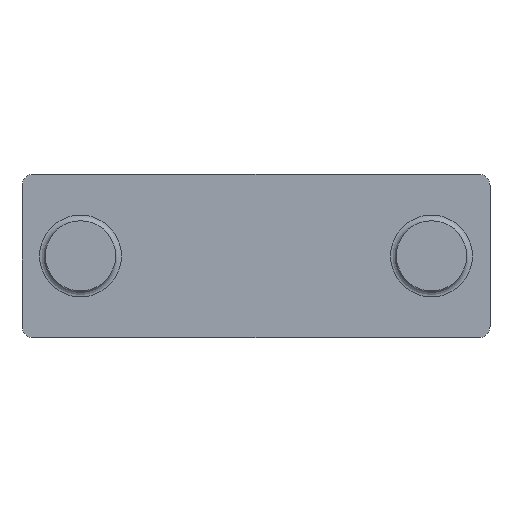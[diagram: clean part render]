
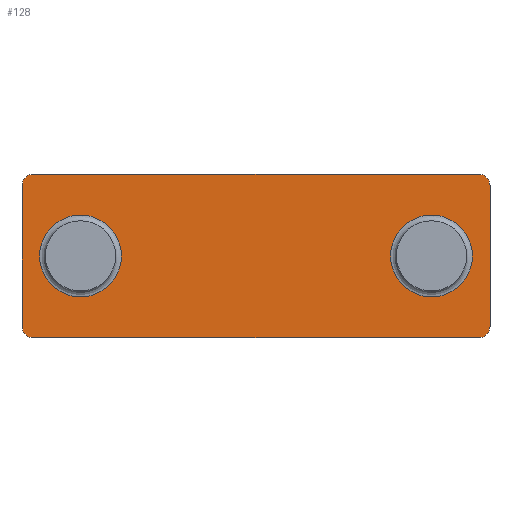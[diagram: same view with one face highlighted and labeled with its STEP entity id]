
A CAD part, top view. The second image highlights one B-rep face of the part: STEP entity #128.
In plain terms, the highlighted planar face has unit normal (0, 0, 1).
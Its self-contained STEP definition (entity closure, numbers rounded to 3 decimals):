
#48=LINE('',#615,#68);
#51=LINE('',#623,#71);
#54=LINE('',#631,#74);
#60=LINE('',#642,#80);
#68=VECTOR('',#477,1.);
#71=VECTOR('',#486,1.);
#74=VECTOR('',#495,1.);
#80=VECTOR('',#509,1.);
#101=FACE_BOUND('',#181,.T.);
#102=FACE_BOUND('',#182,.T.);
#103=FACE_BOUND('',#183,.T.);
#128=ADVANCED_FACE('',(#101,#102,#103),#138,.T.);
#138=PLANE('',#413);
#181=EDGE_LOOP('',(#258));
#182=EDGE_LOOP('',(#259));
#183=EDGE_LOOP('',(#260,#261,#262,#263,#264,#265,#266,#267));
#258=ORIENTED_EDGE('',*,*,#338,.T.);
#259=ORIENTED_EDGE('',*,*,#301,.T.);
#260=ORIENTED_EDGE('',*,*,#337,.T.);
#261=ORIENTED_EDGE('',*,*,#336,.T.);
#262=ORIENTED_EDGE('',*,*,#319,.T.);
#263=ORIENTED_EDGE('',*,*,#322,.T.);
#264=ORIENTED_EDGE('',*,*,#324,.T.);
#265=ORIENTED_EDGE('',*,*,#326,.T.);
#266=ORIENTED_EDGE('',*,*,#327,.T.);
#267=ORIENTED_EDGE('',*,*,#330,.F.);
#275=VERTEX_POINT('',#537);
#288=VERTEX_POINT('',#608);
#289=VERTEX_POINT('',#610);
#290=VERTEX_POINT('',#614);
#291=VERTEX_POINT('',#618);
#292=VERTEX_POINT('',#622);
#293=VERTEX_POINT('',#626);
#294=VERTEX_POINT('',#630);
#295=VERTEX_POINT('',#641);
#296=VERTEX_POINT('',#647);
#301=EDGE_CURVE('',#275,#275,#343,.T.);
#319=EDGE_CURVE('',#289,#288,#356,.T.);
#322=EDGE_CURVE('',#288,#290,#48,.T.);
#324=EDGE_CURVE('',#290,#291,#357,.T.);
#326=EDGE_CURVE('',#291,#292,#51,.T.);
#327=EDGE_CURVE('',#292,#293,#358,.T.);
#330=EDGE_CURVE('',#294,#293,#54,.T.);
#336=EDGE_CURVE('',#295,#289,#60,.T.);
#337=EDGE_CURVE('',#294,#295,#359,.T.);
#338=EDGE_CURVE('',#296,#296,#360,.T.);
#343=CIRCLE('',#378,1.75);
#356=CIRCLE('',#397,0.5);
#357=CIRCLE('',#400,0.5);
#358=CIRCLE('',#403,0.5);
#359=CIRCLE('',#410,0.5);
#360=CIRCLE('',#412,1.75);
#378=AXIS2_PLACEMENT_3D('',#536,#428,#429);
#397=AXIS2_PLACEMENT_3D('',#609,#471,#472);
#400=AXIS2_PLACEMENT_3D('',#619,#481,#482);
#403=AXIS2_PLACEMENT_3D('',#625,#489,#490);
#410=AXIS2_PLACEMENT_3D('',#644,#512,#513);
#412=AXIS2_PLACEMENT_3D('',#646,#516,#517);
#413=AXIS2_PLACEMENT_3D('',#648,#518,#519);
#428=DIRECTION('',(0.,0.,-1.));
#429=DIRECTION('',(0.,1.,0.));
#471=DIRECTION('',(0.,0.,1.));
#472=DIRECTION('',(0.,1.,0.));
#477=DIRECTION('',(0.,-1.,0.));
#481=DIRECTION('',(0.,0.,1.));
#482=DIRECTION('',(-1.,0.,0.));
#486=DIRECTION('',(1.,0.,0.));
#489=DIRECTION('',(0.,0.,1.));
#490=DIRECTION('',(0.,-1.,0.));
#495=DIRECTION('',(0.,-1.,0.));
#509=DIRECTION('',(-1.,0.,0.));
#512=DIRECTION('',(0.,0.,1.));
#513=DIRECTION('',(1.,0.,0.));
#516=DIRECTION('',(0.,0.,-1.));
#517=DIRECTION('',(0.,1.,0.));
#518=DIRECTION('',(0.,0.,1.));
#519=DIRECTION('',(0.,1.,0.));
#536=CARTESIAN_POINT('',(7.5,0.,0.));
#537=CARTESIAN_POINT('',(7.5,1.75,0.));
#608=CARTESIAN_POINT('',(-10.,3.,0.));
#609=CARTESIAN_POINT('',(-9.5,3.,0.));
#610=CARTESIAN_POINT('',(-9.5,3.5,0.));
#614=CARTESIAN_POINT('',(-10.,-3.,0.));
#615=CARTESIAN_POINT('',(-10.,3.,0.));
#618=CARTESIAN_POINT('',(-9.5,-3.5,0.));
#619=CARTESIAN_POINT('',(-9.5,-3.,0.));
#622=CARTESIAN_POINT('',(9.5,-3.5,0.));
#623=CARTESIAN_POINT('',(-9.5,-3.5,0.));
#625=CARTESIAN_POINT('',(9.5,-3.,0.));
#626=CARTESIAN_POINT('',(10.,-3.,0.));
#630=CARTESIAN_POINT('',(10.,3.,0.));
#631=CARTESIAN_POINT('',(10.,3.,0.));
#641=CARTESIAN_POINT('',(9.5,3.5,0.));
#642=CARTESIAN_POINT('',(9.5,3.5,0.));
#644=CARTESIAN_POINT('',(9.5,3.,0.));
#646=CARTESIAN_POINT('',(-7.5,0.,0.));
#647=CARTESIAN_POINT('',(-7.5,1.75,0.));
#648=CARTESIAN_POINT('',(10.5,-3.675,0.));
